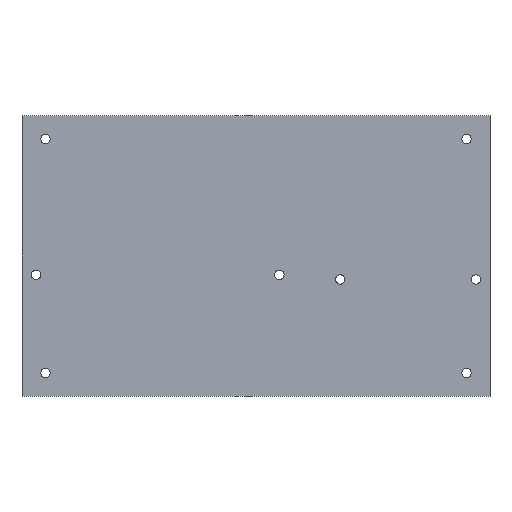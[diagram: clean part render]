
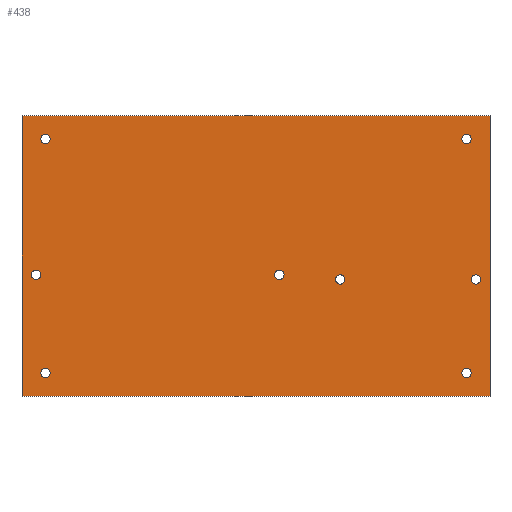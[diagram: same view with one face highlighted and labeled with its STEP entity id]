
A CAD part, front view. The second image highlights one B-rep face of the part: STEP entity #438.
In plain terms, the highlighted planar face has unit normal (0, -1, 0).
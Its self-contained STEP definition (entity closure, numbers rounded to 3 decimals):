
#19=FACE_BOUND('',#62,.T.);
#20=FACE_BOUND('',#63,.T.);
#21=FACE_BOUND('',#64,.T.);
#22=FACE_BOUND('',#65,.T.);
#23=FACE_BOUND('',#66,.T.);
#24=FACE_BOUND('',#67,.T.);
#25=FACE_BOUND('',#68,.T.);
#26=FACE_BOUND('',#69,.T.);
#35=PLANE('',#473);
#42=FACE_OUTER_BOUND('',#61,.T.);
#61=EDGE_LOOP('',(#302,#303,#304,#305));
#62=EDGE_LOOP('',(#306));
#63=EDGE_LOOP('',(#307,#308));
#64=EDGE_LOOP('',(#309,#310));
#65=EDGE_LOOP('',(#311,#312));
#66=EDGE_LOOP('',(#313,#314));
#67=EDGE_LOOP('',(#315,#316));
#68=EDGE_LOOP('',(#317,#318));
#69=EDGE_LOOP('',(#319,#320));
#96=CIRCLE('',#472,2.);
#97=CIRCLE('',#474,2.);
#98=CIRCLE('',#475,2.);
#99=CIRCLE('',#476,2.);
#100=CIRCLE('',#477,2.);
#101=CIRCLE('',#478,2.);
#102=CIRCLE('',#479,2.);
#103=CIRCLE('',#480,2.);
#104=CIRCLE('',#481,2.);
#105=CIRCLE('',#482,2.);
#106=CIRCLE('',#483,2.);
#107=CIRCLE('',#484,2.);
#108=CIRCLE('',#485,2.);
#109=CIRCLE('',#486,2.);
#110=CIRCLE('',#487,2.);
#137=LINE('',#687,#162);
#138=LINE('',#689,#163);
#139=LINE('',#691,#164);
#140=LINE('',#692,#165);
#162=VECTOR('',#541,10.);
#163=VECTOR('',#542,10.);
#164=VECTOR('',#543,10.);
#165=VECTOR('',#544,10.);
#186=VERTEX_POINT('',#677);
#188=VERTEX_POINT('',#681);
#189=VERTEX_POINT('',#685);
#190=VERTEX_POINT('',#686);
#191=VERTEX_POINT('',#688);
#192=VERTEX_POINT('',#690);
#193=VERTEX_POINT('',#693);
#194=VERTEX_POINT('',#695);
#195=VERTEX_POINT('',#696);
#196=VERTEX_POINT('',#699);
#197=VERTEX_POINT('',#700);
#198=VERTEX_POINT('',#703);
#199=VERTEX_POINT('',#704);
#200=VERTEX_POINT('',#707);
#201=VERTEX_POINT('',#708);
#202=VERTEX_POINT('',#711);
#203=VERTEX_POINT('',#712);
#204=VERTEX_POINT('',#715);
#205=VERTEX_POINT('',#716);
#236=EDGE_CURVE('',#186,#188,#96,.T.);
#237=EDGE_CURVE('',#189,#190,#137,.T.);
#238=EDGE_CURVE('',#190,#191,#138,.T.);
#239=EDGE_CURVE('',#191,#192,#139,.T.);
#240=EDGE_CURVE('',#192,#189,#140,.T.);
#241=EDGE_CURVE('',#193,#193,#97,.T.);
#242=EDGE_CURVE('',#194,#195,#98,.T.);
#243=EDGE_CURVE('',#195,#194,#99,.T.);
#244=EDGE_CURVE('',#196,#197,#100,.T.);
#245=EDGE_CURVE('',#197,#196,#101,.T.);
#246=EDGE_CURVE('',#198,#199,#102,.T.);
#247=EDGE_CURVE('',#199,#198,#103,.T.);
#248=EDGE_CURVE('',#200,#201,#104,.T.);
#249=EDGE_CURVE('',#201,#200,#105,.T.);
#250=EDGE_CURVE('',#202,#203,#106,.T.);
#251=EDGE_CURVE('',#203,#202,#107,.T.);
#252=EDGE_CURVE('',#204,#205,#108,.T.);
#253=EDGE_CURVE('',#205,#204,#109,.T.);
#254=EDGE_CURVE('',#188,#186,#110,.T.);
#302=ORIENTED_EDGE('',*,*,#237,.T.);
#303=ORIENTED_EDGE('',*,*,#238,.T.);
#304=ORIENTED_EDGE('',*,*,#239,.T.);
#305=ORIENTED_EDGE('',*,*,#240,.T.);
#306=ORIENTED_EDGE('',*,*,#241,.T.);
#307=ORIENTED_EDGE('',*,*,#242,.T.);
#308=ORIENTED_EDGE('',*,*,#243,.T.);
#309=ORIENTED_EDGE('',*,*,#244,.T.);
#310=ORIENTED_EDGE('',*,*,#245,.T.);
#311=ORIENTED_EDGE('',*,*,#246,.T.);
#312=ORIENTED_EDGE('',*,*,#247,.T.);
#313=ORIENTED_EDGE('',*,*,#248,.T.);
#314=ORIENTED_EDGE('',*,*,#249,.T.);
#315=ORIENTED_EDGE('',*,*,#250,.T.);
#316=ORIENTED_EDGE('',*,*,#251,.T.);
#317=ORIENTED_EDGE('',*,*,#252,.T.);
#318=ORIENTED_EDGE('',*,*,#253,.T.);
#319=ORIENTED_EDGE('',*,*,#236,.T.);
#320=ORIENTED_EDGE('',*,*,#254,.T.);
#438=ADVANCED_FACE('',(#42,#19,#20,#21,#22,#23,#24,#25,#26),#35,.F.);
#472=AXIS2_PLACEMENT_3D('',#683,#537,#538);
#473=AXIS2_PLACEMENT_3D('',#684,#539,#540);
#474=AXIS2_PLACEMENT_3D('',#694,#545,#546);
#475=AXIS2_PLACEMENT_3D('',#697,#547,#548);
#476=AXIS2_PLACEMENT_3D('',#698,#549,#550);
#477=AXIS2_PLACEMENT_3D('',#701,#551,#552);
#478=AXIS2_PLACEMENT_3D('',#702,#553,#554);
#479=AXIS2_PLACEMENT_3D('',#705,#555,#556);
#480=AXIS2_PLACEMENT_3D('',#706,#557,#558);
#481=AXIS2_PLACEMENT_3D('',#709,#559,#560);
#482=AXIS2_PLACEMENT_3D('',#710,#561,#562);
#483=AXIS2_PLACEMENT_3D('',#713,#563,#564);
#484=AXIS2_PLACEMENT_3D('',#714,#565,#566);
#485=AXIS2_PLACEMENT_3D('',#717,#567,#568);
#486=AXIS2_PLACEMENT_3D('',#718,#569,#570);
#487=AXIS2_PLACEMENT_3D('',#719,#571,#572);
#537=DIRECTION('center_axis',(0.,1.,0.));
#538=DIRECTION('ref_axis',(0.,0.,1.));
#539=DIRECTION('center_axis',(0.,1.,0.));
#540=DIRECTION('ref_axis',(1.,0.,0.));
#541=DIRECTION('',(-1.,0.,0.));
#542=DIRECTION('',(0.,0.,-1.));
#543=DIRECTION('',(1.,0.,0.));
#544=DIRECTION('',(0.,0.,1.));
#545=DIRECTION('center_axis',(0.,1.,0.));
#546=DIRECTION('ref_axis',(-1.,0.,0.));
#547=DIRECTION('center_axis',(0.,1.,0.));
#548=DIRECTION('ref_axis',(0.,0.,1.));
#549=DIRECTION('center_axis',(0.,1.,0.));
#550=DIRECTION('ref_axis',(0.,0.,1.));
#551=DIRECTION('center_axis',(0.,1.,0.));
#552=DIRECTION('ref_axis',(0.,0.,1.));
#553=DIRECTION('center_axis',(0.,1.,0.));
#554=DIRECTION('ref_axis',(0.,0.,1.));
#555=DIRECTION('center_axis',(0.,1.,0.));
#556=DIRECTION('ref_axis',(0.,0.,1.));
#557=DIRECTION('center_axis',(0.,1.,0.));
#558=DIRECTION('ref_axis',(0.,0.,1.));
#559=DIRECTION('center_axis',(0.,1.,0.));
#560=DIRECTION('ref_axis',(0.,0.,1.));
#561=DIRECTION('center_axis',(0.,1.,0.));
#562=DIRECTION('ref_axis',(0.,0.,1.));
#563=DIRECTION('center_axis',(0.,1.,0.));
#564=DIRECTION('ref_axis',(0.,0.,1.));
#565=DIRECTION('center_axis',(0.,1.,0.));
#566=DIRECTION('ref_axis',(0.,0.,1.));
#567=DIRECTION('center_axis',(0.,1.,0.));
#568=DIRECTION('ref_axis',(0.,0.,1.));
#569=DIRECTION('center_axis',(0.,1.,0.));
#570=DIRECTION('ref_axis',(0.,0.,1.));
#571=DIRECTION('center_axis',(0.,1.,0.));
#572=DIRECTION('ref_axis',(0.,0.,1.));
#677=CARTESIAN_POINT('',(108.025,0.,52.315));
#681=CARTESIAN_POINT('',(111.966,0.,51.631));
#683=CARTESIAN_POINT('Origin',(110.,0.,52.));
#684=CARTESIAN_POINT('Origin',(100.,0.,60.));
#685=CARTESIAN_POINT('',(200.,0.,120.));
#686=CARTESIAN_POINT('',(0.,0.,120.));
#687=CARTESIAN_POINT('',(200.,0.,120.));
#688=CARTESIAN_POINT('',(0.,0.,0.));
#689=CARTESIAN_POINT('',(0.,0.,120.));
#690=CARTESIAN_POINT('',(200.,0.,0.));
#691=CARTESIAN_POINT('',(0.,0.,0.));
#692=CARTESIAN_POINT('',(200.,0.,0.));
#693=CARTESIAN_POINT('',(12.,0.,10.));
#694=CARTESIAN_POINT('Origin',(10.,0.,10.));
#695=CARTESIAN_POINT('',(10.,0.,112.));
#696=CARTESIAN_POINT('',(10.,0.,108.));
#697=CARTESIAN_POINT('Origin',(10.,0.,110.));
#698=CARTESIAN_POINT('Origin',(10.,0.,110.));
#699=CARTESIAN_POINT('',(190.,0.,112.));
#700=CARTESIAN_POINT('',(190.,0.,108.));
#701=CARTESIAN_POINT('Origin',(190.,0.,110.));
#702=CARTESIAN_POINT('Origin',(190.,0.,110.));
#703=CARTESIAN_POINT('',(190.,0.,12.));
#704=CARTESIAN_POINT('',(190.,0.,8.));
#705=CARTESIAN_POINT('Origin',(190.,0.,10.));
#706=CARTESIAN_POINT('Origin',(190.,0.,10.));
#707=CARTESIAN_POINT('',(194.,0.,52.));
#708=CARTESIAN_POINT('',(194.,0.,48.));
#709=CARTESIAN_POINT('Origin',(194.,0.,50.));
#710=CARTESIAN_POINT('Origin',(194.,0.,50.));
#711=CARTESIAN_POINT('',(136.,0.,52.));
#712=CARTESIAN_POINT('',(136.,0.,48.));
#713=CARTESIAN_POINT('Origin',(136.,0.,50.));
#714=CARTESIAN_POINT('Origin',(136.,0.,50.));
#715=CARTESIAN_POINT('',(6.,0.,54.));
#716=CARTESIAN_POINT('',(6.,0.,50.));
#717=CARTESIAN_POINT('Origin',(6.,0.,52.));
#718=CARTESIAN_POINT('Origin',(6.,0.,52.));
#719=CARTESIAN_POINT('Origin',(109.991,0.,51.946));
